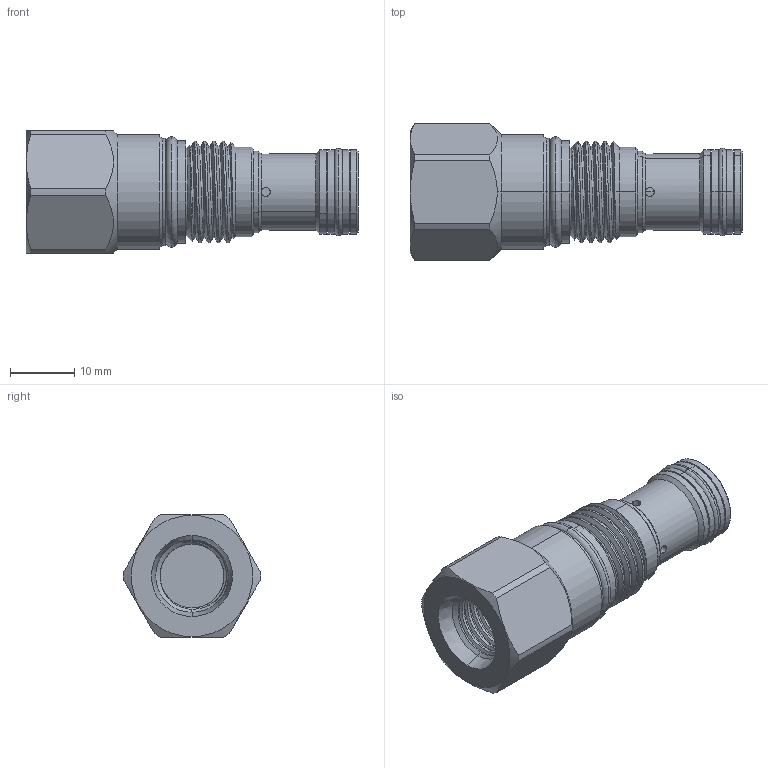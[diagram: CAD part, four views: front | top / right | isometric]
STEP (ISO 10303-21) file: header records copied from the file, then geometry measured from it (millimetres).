
FILE_DESCRIPTION (( 'STEP AP203' ), '1' );
FILE_NAME ('LS162A20-S04.STEP', '2016-06-06T07:14:40', ( '' ), ( '' ), 'SwSTEP 2.0', 'SolidWorks 2012', '' );
FILE_SCHEMA (( 'CONFIG_CONTROL_DESIGN' ));
Length unit declared in the file: millimetre
Products named in the file (1): LS162A20-S04
Bounding box: 51.65 x 21.4 x 19.05 mm (x, y, z)
Volume: 9385.9 mm3; surface area: 5110.9 mm2
Topology: 4 solids, 10 shells, 198 faces, 461 edges, 291 vertices
Faces by surface type: cylinder 95, plane 43, cone 34, torus 14, bspline 12
Entity records: 10244 total; most frequent: CARTESIAN_POINT 5819, ORIENTED_EDGE 922, DIRECTION 902, EDGE_CURVE 461, AXIS2_PLACEMENT_3D 376, VERTEX_POINT 291, EDGE_LOOP 216, ADVANCED_FACE 198
